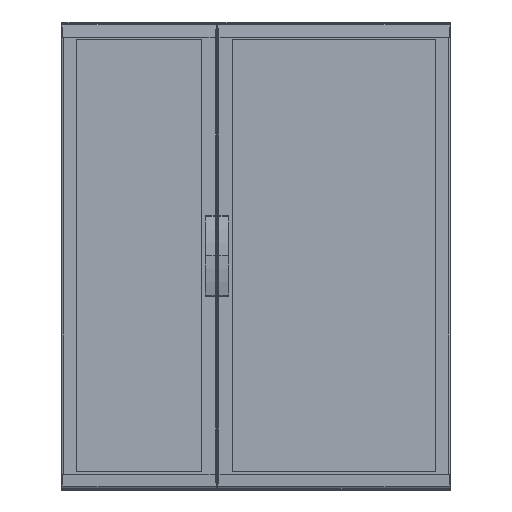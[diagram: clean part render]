
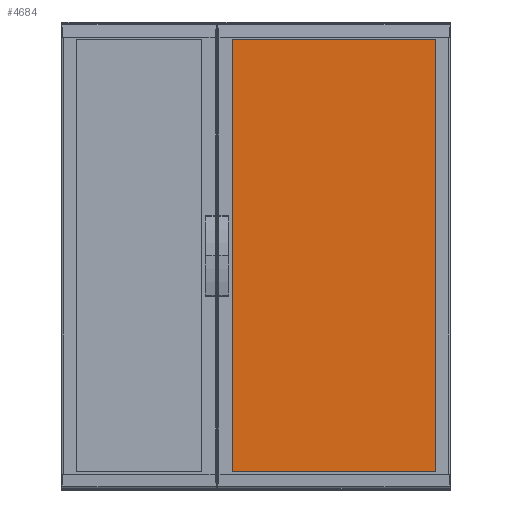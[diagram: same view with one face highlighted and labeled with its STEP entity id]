
A CAD part, top view. The second image highlights one B-rep face of the part: STEP entity #4684.
In plain terms, the highlighted planar face has unit normal (0, 0, 1).
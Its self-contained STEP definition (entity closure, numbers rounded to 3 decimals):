
#4684=ADVANCED_FACE('',(#14937),#14938,.T.);
#14937=FACE_OUTER_BOUND('',#25755,.T.);
#14938=PLANE('',#25756);
#25755=EDGE_LOOP('',(#64238,#64239,#64240,#64241));
#25756=AXIS2_PLACEMENT_3D('',#64242,#64243,#64244);
#64238=ORIENTED_EDGE('',*,*,#79850,.T.);
#64239=ORIENTED_EDGE('',*,*,#79842,.F.);
#64240=ORIENTED_EDGE('',*,*,#79853,.F.);
#64241=ORIENTED_EDGE('',*,*,#79266,.T.);
#64242=CARTESIAN_POINT('',(48.948,692.75,210.));
#64243=DIRECTION('',(0.,0.,1.));
#64244=DIRECTION('',(0.,1.0,0.0));
#79266=EDGE_CURVE('',#99563,#99561,#99564,.T.);
#79842=EDGE_CURVE('',#100434,#100436,#100437,.T.);
#79850=EDGE_CURVE('',#99561,#100436,#100448,.T.);
#79853=EDGE_CURVE('',#99563,#100434,#100451,.T.);
#99561=VERTEX_POINT('',#132740);
#99563=VERTEX_POINT('',#132743);
#99564=LINE('',#132744,#132745);
#100434=VERTEX_POINT('',#134067);
#100436=VERTEX_POINT('',#134070);
#100437=LINE('',#134071,#134072);
#100448=LINE('',#134090,#134091);
#100451=LINE('',#134096,#134097);
#132740=CARTESIAN_POINT('',(48.948,-692.75,210.));
#132743=CARTESIAN_POINT('',(48.948,692.75,210.));
#132744=CARTESIAN_POINT('',(48.948,692.75,210.));
#132745=VECTOR('',#153353,1.0);
#134067=CARTESIAN_POINT('',(701.052,692.75,210.002));
#134070=CARTESIAN_POINT('',(701.052,-692.75,210.002));
#134071=CARTESIAN_POINT('',(701.052,692.75,210.002));
#134072=VECTOR('',#154393,1.0);
#134090=CARTESIAN_POINT('',(48.948,-692.75,210.));
#134091=VECTOR('',#154401,1.0);
#134096=CARTESIAN_POINT('',(48.948,692.75,210.));
#134097=VECTOR('',#154404,1.0);
#153353=DIRECTION('',(0.0,-1.0,0.));
#154393=DIRECTION('',(0.0,-1.0,0.));
#154401=DIRECTION('',(1.,0.,0.));
#154404=DIRECTION('',(1.,0.,0.));
